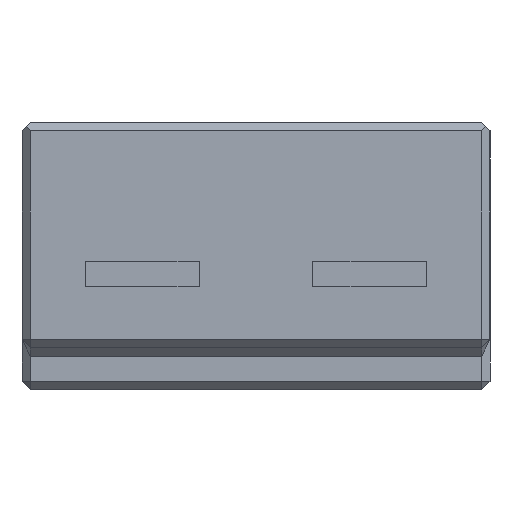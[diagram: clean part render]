
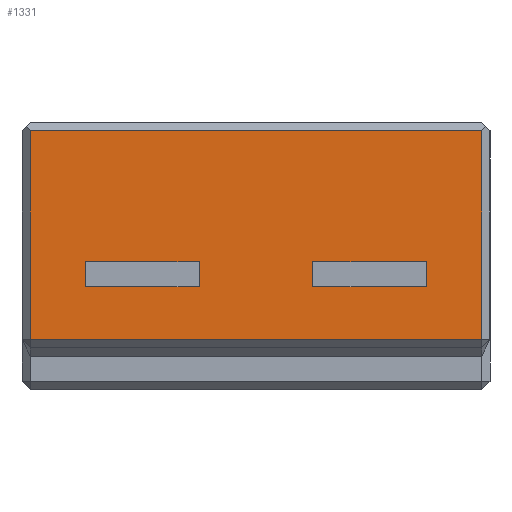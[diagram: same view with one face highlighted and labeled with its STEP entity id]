
A CAD part, left-side view. The second image highlights one B-rep face of the part: STEP entity #1331.
In plain terms, the highlighted planar face has unit normal (-1, 0, 0).
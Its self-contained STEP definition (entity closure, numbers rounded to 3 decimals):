
#25=FACE_BOUND('',#169,.T.);
#26=FACE_BOUND('',#170,.T.);
#88=FACE_OUTER_BOUND('',#168,.T.);
#168=EDGE_LOOP('',(#1078,#1079,#1080,#1081));
#169=EDGE_LOOP('',(#1082,#1083,#1084,#1085));
#170=EDGE_LOOP('',(#1086,#1087,#1088,#1089));
#216=LINE('',#1847,#389);
#220=LINE('',#1855,#393);
#223=LINE('',#1861,#396);
#226=LINE('',#1866,#399);
#228=LINE('',#1872,#401);
#232=LINE('',#1880,#405);
#235=LINE('',#1886,#408);
#238=LINE('',#1891,#411);
#291=LINE('',#2001,#464);
#300=LINE('',#2018,#473);
#301=LINE('',#2020,#474);
#347=LINE('',#2104,#520);
#389=VECTOR('',#1499,10.);
#393=VECTOR('',#1505,10.);
#396=VECTOR('',#1510,10.);
#399=VECTOR('',#1515,10.);
#401=VECTOR('',#1521,10.);
#405=VECTOR('',#1527,10.);
#408=VECTOR('',#1532,10.);
#411=VECTOR('',#1537,10.);
#464=VECTOR('',#1620,10.);
#473=VECTOR('',#1635,10.);
#474=VECTOR('',#1638,10.);
#520=VECTOR('',#1728,10.);
#553=VERTEX_POINT('',#1845);
#554=VERTEX_POINT('',#1846);
#557=VERTEX_POINT('',#1854);
#559=VERTEX_POINT('',#1860);
#561=VERTEX_POINT('',#1870);
#562=VERTEX_POINT('',#1871);
#565=VERTEX_POINT('',#1879);
#567=VERTEX_POINT('',#1885);
#605=VERTEX_POINT('',#1989);
#610=VERTEX_POINT('',#2000);
#614=VERTEX_POINT('',#2012);
#615=VERTEX_POINT('',#2016);
#669=EDGE_CURVE('',#553,#554,#216,.T.);
#673=EDGE_CURVE('',#554,#557,#220,.T.);
#676=EDGE_CURVE('',#557,#559,#223,.T.);
#679=EDGE_CURVE('',#559,#553,#226,.T.);
#681=EDGE_CURVE('',#561,#562,#228,.T.);
#685=EDGE_CURVE('',#562,#565,#232,.T.);
#688=EDGE_CURVE('',#565,#567,#235,.T.);
#691=EDGE_CURVE('',#567,#561,#238,.T.);
#744=EDGE_CURVE('',#605,#610,#291,.T.);
#753=EDGE_CURVE('',#615,#614,#300,.T.);
#754=EDGE_CURVE('',#614,#605,#301,.T.);
#800=EDGE_CURVE('',#610,#615,#347,.T.);
#1078=ORIENTED_EDGE('',*,*,#744,.F.);
#1079=ORIENTED_EDGE('',*,*,#754,.F.);
#1080=ORIENTED_EDGE('',*,*,#753,.F.);
#1081=ORIENTED_EDGE('',*,*,#800,.F.);
#1082=ORIENTED_EDGE('',*,*,#669,.T.);
#1083=ORIENTED_EDGE('',*,*,#673,.T.);
#1084=ORIENTED_EDGE('',*,*,#676,.T.);
#1085=ORIENTED_EDGE('',*,*,#679,.T.);
#1086=ORIENTED_EDGE('',*,*,#681,.T.);
#1087=ORIENTED_EDGE('',*,*,#685,.T.);
#1088=ORIENTED_EDGE('',*,*,#688,.T.);
#1089=ORIENTED_EDGE('',*,*,#691,.T.);
#1233=PLANE('',#1423);
#1331=ADVANCED_FACE('',(#88,#25,#26),#1233,.T.);
#1423=AXIS2_PLACEMENT_3D('',#2103,#1726,#1727);
#1499=DIRECTION('',(0.,0.,-1.));
#1505=DIRECTION('',(0.,1.,0.));
#1510=DIRECTION('',(0.,0.,1.));
#1515=DIRECTION('',(0.,-1.,0.));
#1521=DIRECTION('',(0.,0.,1.));
#1527=DIRECTION('',(0.,-1.,0.));
#1532=DIRECTION('',(0.,0.,-1.));
#1537=DIRECTION('',(0.,1.,0.));
#1620=DIRECTION('',(0.,0.,1.));
#1635=DIRECTION('',(0.,0.,-1.));
#1638=DIRECTION('',(0.,1.,0.));
#1726=DIRECTION('center_axis',(-1.,0.,0.));
#1727=DIRECTION('ref_axis',(0.,-1.,0.));
#1728=DIRECTION('',(0.,-1.,0.));
#1845=CARTESIAN_POINT('',(0.,-1.06,-0.234));
#1846=CARTESIAN_POINT('',(0.,-1.06,-0.384));
#1847=CARTESIAN_POINT('',(0.,-1.06,-0.192));
#1854=CARTESIAN_POINT('',(0.,-0.38,-0.384));
#1855=CARTESIAN_POINT('',(0.,-0.19,-0.384));
#1860=CARTESIAN_POINT('',(0.,-0.38,-0.234));
#1861=CARTESIAN_POINT('',(0.,-0.38,-0.117));
#1866=CARTESIAN_POINT('',(0.,-0.53,-0.234));
#1870=CARTESIAN_POINT('',(0.,-1.74,-0.384));
#1871=CARTESIAN_POINT('',(0.,-1.74,-0.234));
#1872=CARTESIAN_POINT('',(0.,-1.74,-0.117));
#1879=CARTESIAN_POINT('',(0.,-2.42,-0.234));
#1880=CARTESIAN_POINT('',(0.,-1.21,-0.234));
#1885=CARTESIAN_POINT('',(0.,-2.42,-0.384));
#1886=CARTESIAN_POINT('',(0.,-2.42,-0.192));
#1891=CARTESIAN_POINT('',(0.,-0.87,-0.384));
#1989=CARTESIAN_POINT('',(0.,-0.05,-0.7));
#2000=CARTESIAN_POINT('',(0.,-0.05,0.55));
#2001=CARTESIAN_POINT('',(0.,-0.05,0.));
#2012=CARTESIAN_POINT('',(0.,-2.75,-0.7));
#2016=CARTESIAN_POINT('',(0.,-2.75,0.55));
#2018=CARTESIAN_POINT('',(0.,-2.75,0.));
#2020=CARTESIAN_POINT('',(0.,-0.7,-0.7));
#2103=CARTESIAN_POINT('Origin',(0.,0.,0.));
#2104=CARTESIAN_POINT('',(0.,-0.7,0.55));
